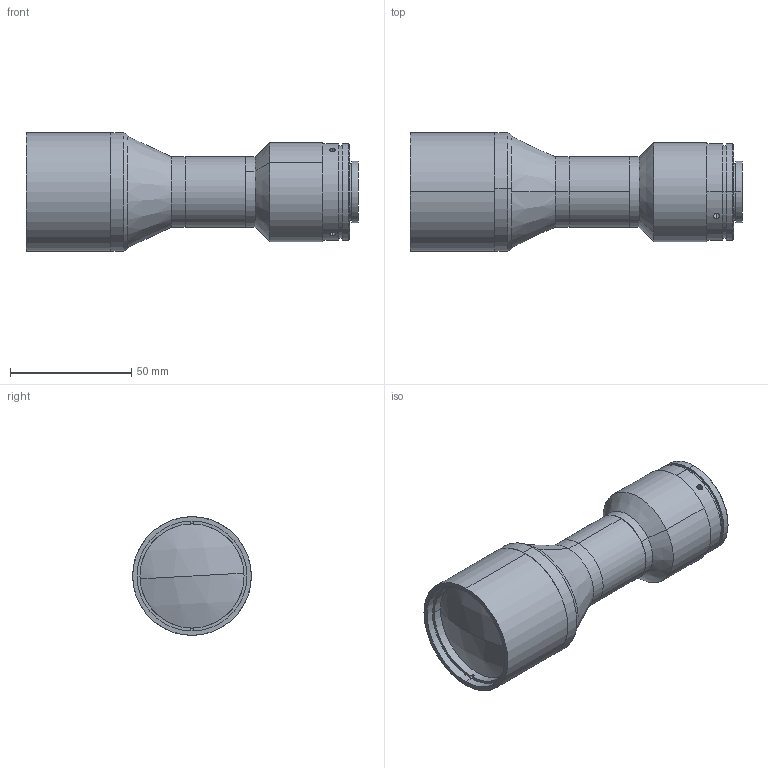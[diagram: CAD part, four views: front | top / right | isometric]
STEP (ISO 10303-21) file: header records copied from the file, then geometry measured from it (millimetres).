
FILE_DESCRIPTION (( 'STEP AP203' ), '1' );
FILE_NAME ('XF-5MDT05X65-1C.STEP', '2015-07-29T07:02:32', ( 'Lxtx999.CoM' ), ( 'Lxtx999.CoM' ), 'SwSTEP 2.0', 'SolidWorks 2014', '' );
FILE_SCHEMA (( 'CONFIG_CONTROL_DESIGN' ));
Length unit declared in the file: millimetre
Products named in the file (1): XF-5MDT05X65-1C
Bounding box: 137.04 x 49 x 49 mm (x, y, z)
Surface area: 25622.9 mm2 (no closed solid volume)
Topology: 0 solids, 11 shells, 74 faces, 180 edges, 122 vertices
Faces by surface type: cylinder 40, plane 22, cone 8, sphere 4
Entity records: 2481 total; most frequent: CARTESIAN_POINT 605, DIRECTION 422, ORIENTED_EDGE 308, EDGE_CURVE 180, AXIS2_PLACEMENT_3D 179, VERTEX_POINT 122, CIRCLE 104, EDGE_LOOP 91
